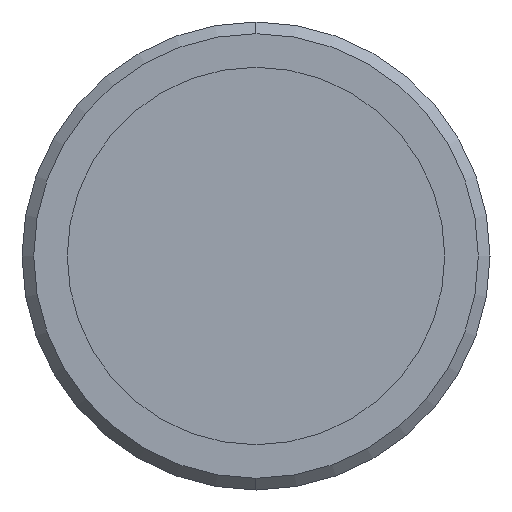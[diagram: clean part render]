
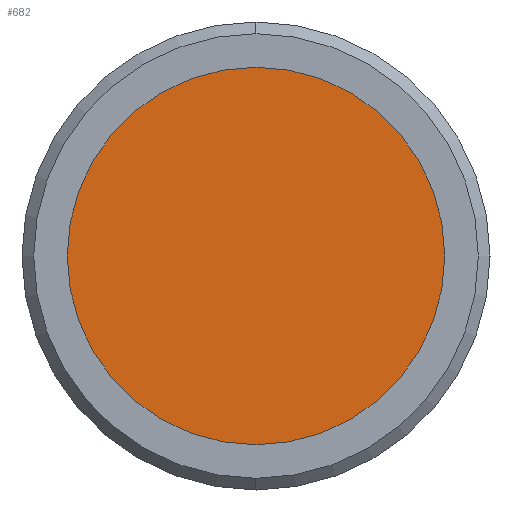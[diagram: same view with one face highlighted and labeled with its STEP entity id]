
A CAD part, left-side view. The second image highlights one B-rep face of the part: STEP entity #682.
In plain terms, the highlighted planar face has unit normal (-1, 0, 0).
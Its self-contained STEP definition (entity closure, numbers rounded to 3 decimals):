
#12 = AXIS2_PLACEMENT_3D ( 'NONE', #153, #430, #70 ) ;
#25 = CIRCLE ( 'NONE', #642, 24.2 ) ;
#49 = DIRECTION ( 'NONE',  ( -1., 0., 0. ) ) ;
#70 = DIRECTION ( 'NONE',  ( 0., 0., 1. ) ) ;
#89 = CARTESIAN_POINT ( 'NONE',  ( -189.5, 12.632, 0. ) ) ;
#153 = CARTESIAN_POINT ( 'NONE',  ( -189.5, -11.568, 0. ) ) ;
#165 = ORIENTED_EDGE ( 'NONE', *, *, #902, .T. ) ;
#201 = CIRCLE ( 'NONE', #12, 24.2 ) ;
#265 = CARTESIAN_POINT ( 'NONE',  ( -189.5, -11.568, 24.2 ) ) ;
#335 = EDGE_LOOP ( 'NONE', ( #648, #165 ) ) ;
#378 = EDGE_CURVE ( 'NONE', #845, #711, #25, .T. ) ;
#386 = DIRECTION ( 'NONE',  ( 1., 0., 0. ) ) ;
#430 = DIRECTION ( 'NONE',  ( -1., 0., 0. ) ) ;
#642 = AXIS2_PLACEMENT_3D ( 'NONE', #944, #49, #951 ) ;
#648 = ORIENTED_EDGE ( 'NONE', *, *, #378, .T. ) ;
#682 = ADVANCED_FACE ( 'NONE', ( #834 ), #765, .F. ) ;
#685 = DIRECTION ( 'NONE',  ( 0., 0., -1. ) ) ;
#711 = VERTEX_POINT ( 'NONE', #781 ) ;
#765 = PLANE ( 'NONE',  #964 ) ;
#781 = CARTESIAN_POINT ( 'NONE',  ( -189.5, -11.568, -24.2 ) ) ;
#834 = FACE_OUTER_BOUND ( 'NONE', #335, .T. ) ;
#845 = VERTEX_POINT ( 'NONE', #265 ) ;
#902 = EDGE_CURVE ( 'NONE', #711, #845, #201, .T. ) ;
#944 = CARTESIAN_POINT ( 'NONE',  ( -189.5, -11.568, 0. ) ) ;
#951 = DIRECTION ( 'NONE',  ( 0., 0., 1. ) ) ;
#964 = AXIS2_PLACEMENT_3D ( 'NONE', #89, #386, #685 ) ;
